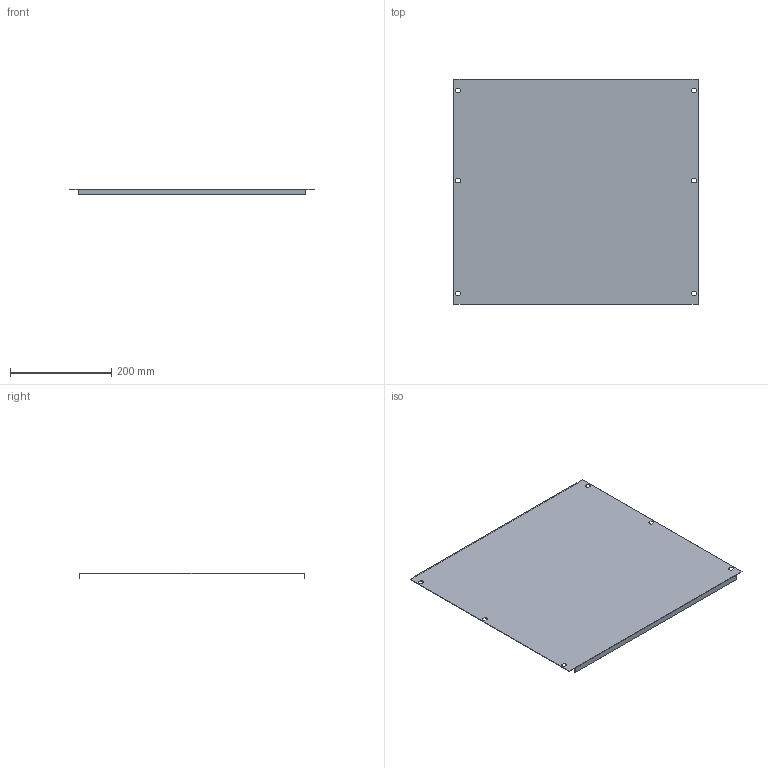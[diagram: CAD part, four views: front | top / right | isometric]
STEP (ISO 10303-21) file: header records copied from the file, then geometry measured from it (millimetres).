
FILE_DESCRIPTION(/* description */ ('This is a sample STEP configuration'),/* implementation_level */ '2;1');
FILE_NAME(/* name */ '19BL-10HE_STEP.stp',/* time_stamp */ '2024-05-28T15:53:17+02:00',/* author */ ('powerJobs'),/* organization */ ('coolOrange'),/* preprocessor_version */ 'ST-DEVELOPER v20',/* originating_system */ 'Autodesk Inventor 2024',/* authorisation */ '');
FILE_SCHEMA (('AUTOMOTIVE_DESIGN { 1 0 10303 214 3 1 1 }'));
Length unit declared in the file: millimetre
Products named in the file (1): 19BL-10HE
Bounding box: 482 x 444.3 x 11 mm (x, y, z)
Volume: 222684 mm3; surface area: 447443.9 mm2
Topology: 1 solids, 1 shells, 42 faces, 120 edges, 80 vertices
Faces by surface type: plane 30, cylinder 12
Entity records: 1435 total; most frequent: CARTESIAN_POINT 243, ORIENTED_EDGE 240, DIRECTION 230, EDGE_CURVE 120, LINE 96, VECTOR 96, VERTEX_POINT 80, AXIS2_PLACEMENT_3D 67
